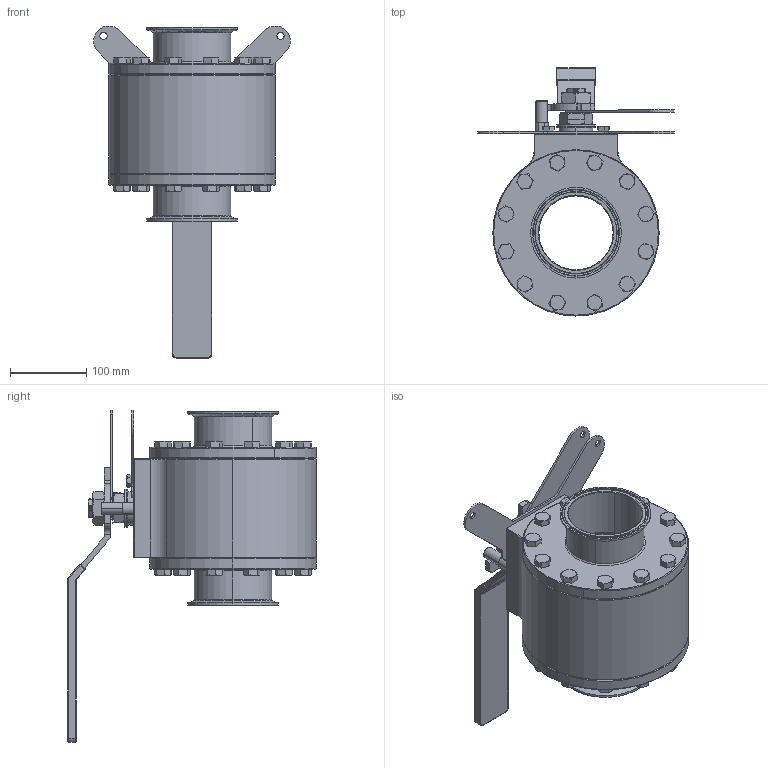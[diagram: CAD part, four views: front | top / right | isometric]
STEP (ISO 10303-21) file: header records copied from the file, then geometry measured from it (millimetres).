
FILE_DESCRIPTION (( 'STEP AP214' ), '1' );
FILE_NAME ('HP-SA-0400.STEP', '2018-12-07T20:05:37', ( '' ), ( '' ), 'SwSTEP 2.0', 'SolidWorks 2018', '' );
FILE_SCHEMA (( 'AUTOMOTIVE_DESIGN' ));
Length unit declared in the file: inch
Products named in the file (1): HP-SA-0400
Bounding box: 257.84 x 325.5 x 435.42 mm (x, y, z)
Surface area: 467575.4 mm2 (no closed solid volume)
Topology: 0 solids, 46 shells, 654 faces, 2598 edges, 1968 vertices
Faces by surface type: plane 272, cone 216, cylinder 105, torus 46, bspline 12, sphere 3
Entity records: 56782 total; most frequent: CARTESIAN_POINT 28975, ORIENTED_EDGE 3854, DIRECTION 3482, EDGE_CURVE 2594, VERTEX_POINT 1966, AXIS2_PLACEMENT_3D 1303, VECTOR 876, LINE 876
